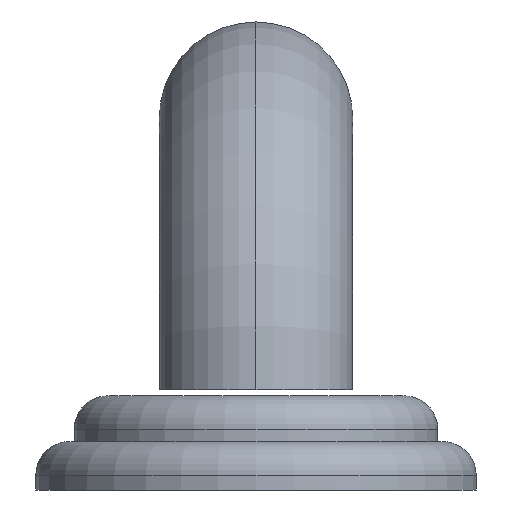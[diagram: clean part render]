
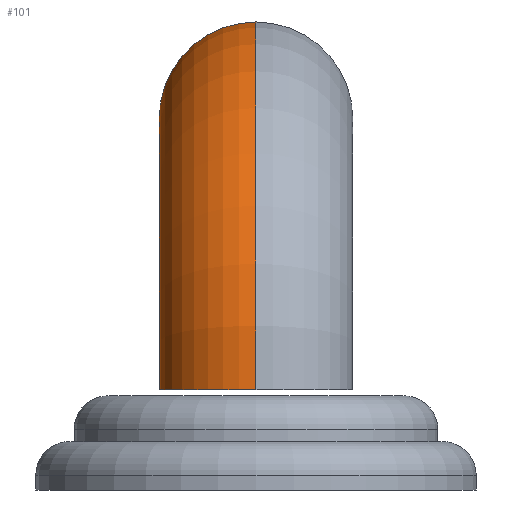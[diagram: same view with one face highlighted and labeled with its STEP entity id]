
A CAD part, left-side view. The second image highlights one B-rep face of the part: STEP entity #101.
In plain terms, the highlighted toroidal (fillet/blend) face has major radius 44.45 mm and minor radius 15.875 mm.
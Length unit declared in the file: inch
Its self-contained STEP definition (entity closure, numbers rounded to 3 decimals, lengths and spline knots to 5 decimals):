
#2=CARTESIAN_POINT('',(-8.,0.,0.188));
#3=DIRECTION('',(0.,0.,-1.));
#4=DIRECTION('',(-1.,0.,0.));
#5=AXIS2_PLACEMENT_3D('',#2,#3,#4);
#7=CARTESIAN_POINT('',(-6.25,0.,0.188));
#8=DIRECTION('',(0.,1.,0.));
#9=DIRECTION('',(-1.,0.,0.));
#10=AXIS2_PLACEMENT_3D('',#7,#8,#9);
#17=CARTESIAN_POINT('',(-6.25,0.,0.188));
#18=DIRECTION('',(0.,1.,0.));
#19=DIRECTION('',(-1.,0.,0.));
#20=AXIS2_PLACEMENT_3D('',#17,#18,#19);
#31=CARTESIAN_POINT('',(-6.25,0.,1.938));
#32=DIRECTION('',(1.,0.,0.));
#33=DIRECTION('',(0.,0.,-1.));
#34=AXIS2_PLACEMENT_3D('',#31,#32,#33);
#70=CARTESIAN_POINT('',(-7.375,0.,0.188));
#71=CARTESIAN_POINT('',(-8.625,0.,0.188));
#72=VERTEX_POINT('',#70);
#73=VERTEX_POINT('',#71);
#74=CARTESIAN_POINT('',(-6.25,0.,1.313));
#75=CARTESIAN_POINT('',(-6.25,0.,2.563));
#76=VERTEX_POINT('',#74);
#77=VERTEX_POINT('',#75);
#86=CARTESIAN_POINT('',(-6.25,0.,0.188));
#87=DIRECTION('',(0.,1.,0.));
#88=DIRECTION('',(1.,0.,0.));
#89=AXIS2_PLACEMENT_3D('',#86,#87,#88);
#90=TOROIDAL_SURFACE('',#89,1.75,0.625);
#92=ORIENTED_EDGE('',*,*,#91,.T.);
#94=ORIENTED_EDGE('',*,*,#93,.T.);
#96=ORIENTED_EDGE('',*,*,#95,.T.);
#98=ORIENTED_EDGE('',*,*,#97,.F.);
#99=EDGE_LOOP('',(#92,#94,#96,#98));
#100=FACE_OUTER_BOUND('',#99,.F.);
#101=ADVANCED_FACE('',(#100),#90,.T.);
#6=CIRCLE('',#5,0.625);
#11=CIRCLE('',#10,1.125);
#21=CIRCLE('',#20,2.375);
#35=CIRCLE('',#34,0.625);
#91=EDGE_CURVE('',#73,#72,#6,.T.);
#93=EDGE_CURVE('',#72,#76,#11,.T.);
#95=EDGE_CURVE('',#76,#77,#35,.T.);
#97=EDGE_CURVE('',#73,#77,#21,.T.);
